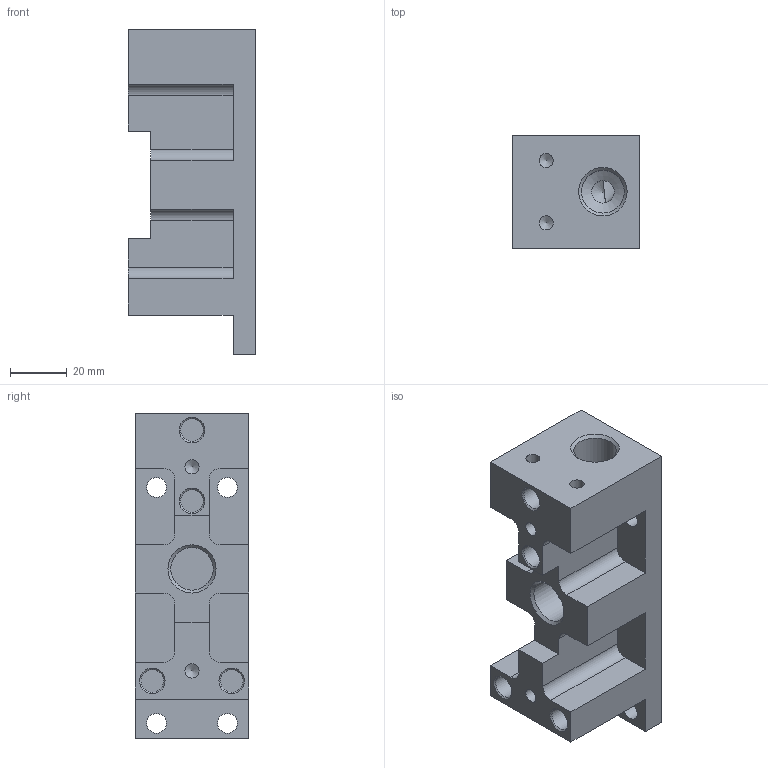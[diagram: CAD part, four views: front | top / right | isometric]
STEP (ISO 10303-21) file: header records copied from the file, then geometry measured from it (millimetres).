
FILE_DESCRIPTION(/* description */ (''),/* implementation_level */ '2;1');
FILE_NAME(/* name */ '190718_top_block.stp',/* time_stamp */ '2019-07-18T14:11:28+02:00',/* author */ (''),/* organization */ (''),/* preprocessor_version */ 'ST-DEVELOPER v16.7',/* originating_system */ 'SIEMENS PLM Software NX 12.0',/* authorisation */ '');
FILE_SCHEMA (('AUTOMOTIVE_DESIGN { 1 0 10303 214 3 1 1 1 }'));
Length unit declared in the file: millimetre
Products named in the file (1): bmas477C8C18u68b
Bounding box: 45 x 40 x 115 mm (x, y, z)
Volume: 109570.4 mm3; surface area: 31801 mm2
Topology: 1 solids, 1 shells, 82 faces, 217 edges, 144 vertices
Faces by surface type: plane 37, cylinder 29, cone 16
Full cylindrical faces by diameter (mm): 5 x6, 7 x4, 8 x7, 13.6 x2, 15 x1, 15.083 x1
Entity records: 2238 total; most frequent: DIRECTION 392, CARTESIAN_POINT 366, ORIENTED_EDGE 312, EDGE_CURVE 156, AXIS2_PLACEMENT_3D 153, EDGE_LOOP 140, VERTEX_POINT 127, FACE_BOUND 110
